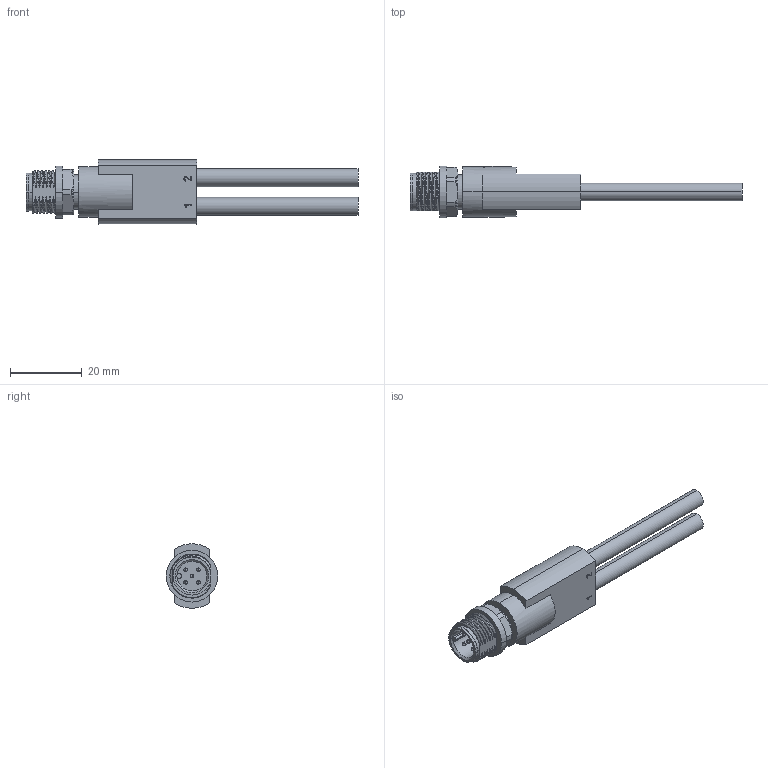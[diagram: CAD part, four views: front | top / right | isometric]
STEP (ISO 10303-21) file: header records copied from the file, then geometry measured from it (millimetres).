
FILE_DESCRIPTION (( 'STEP AP203' ), '1' );
FILE_NAME ('P113.STEP', '2020-03-31T03:38:31', ( 'edpusr' ), ( 'Microsoft' ), 'SwSTEP 2.0', 'SolidWorks 2015', '' );
FILE_SCHEMA (( 'CONFIG_CONTROL_DESIGN' ));
Length unit declared in the file: millimetre
Products named in the file (1): P113
Bounding box: 92.7 x 14.5 x 17.97 mm (x, y, z)
Volume: 8715.6 mm3; surface area: 4914.4 mm2
Topology: 2 solids, 2 shells, 396 faces, 1092 edges, 722 vertices
Faces by surface type: plane 190, cylinder 143, bspline 47, cone 16
Entity records: 19346 total; most frequent: CARTESIAN_POINT 9412, ORIENTED_EDGE 2164, DIRECTION 1944, EDGE_CURVE 1082, VERTEX_POINT 722, AXIS2_PLACEMENT_3D 654, VECTOR 636, LINE 636
